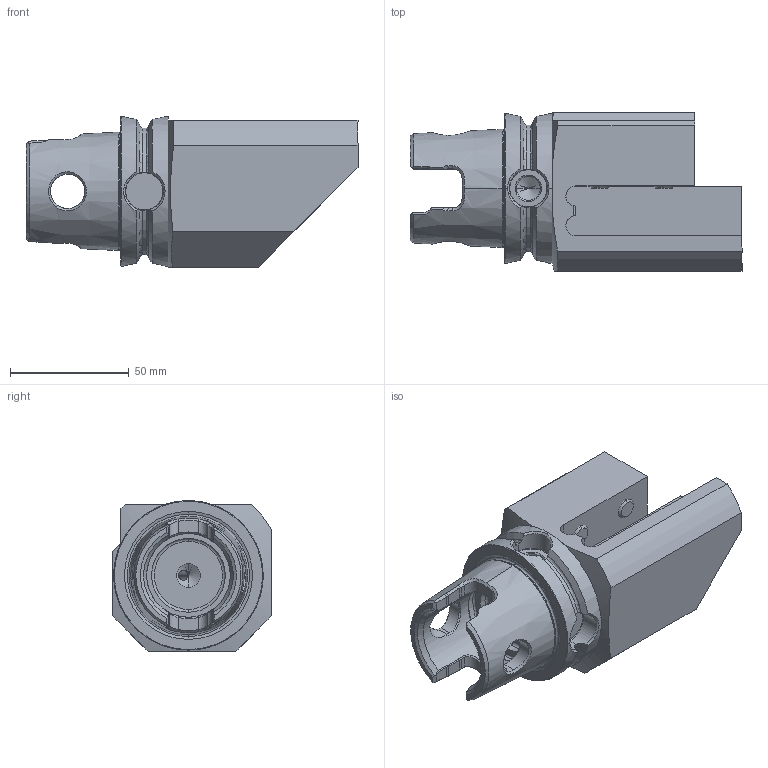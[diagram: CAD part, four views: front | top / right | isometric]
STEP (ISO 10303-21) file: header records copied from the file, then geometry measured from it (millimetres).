
FILE_DESCRIPTION (( 'STEP AP203' ), '1' );
FILE_NAME ('KU6.V20.L11.100.STEP', '2018-02-14T10:58:55', ( 'SWIAdmin' ), ( 'Hewlett-Packard Company' ), 'SwSTEP 2.0', 'SolidWorks 2017', '' );
FILE_SCHEMA (( 'CONFIG_CONTROL_DESIGN' ));
Length unit declared in the file: millimetre
Products named in the file (6): KU6-V20.L11.100_A; ISO 4026 - M10 x 28; KU1-U12.001.010_1; KU1-U12.001.010_2; KU1-U12.001.010; KU6.V20.L11.100
Assembly tree (6 placements, depth 3):
  KU6.V20.L11.100
    KU6-V20.L11.100_A
    ISO 4026 - M10 x 28  x2
    KU1-U12.001.010
      KU1-U12.001.010_1
      KU1-U12.001.010_2
Bounding box: 139.95 x 67 x 63.48 mm (x, y, z)
Volume: 282810.4 mm3; surface area: 46197.1 mm2
Topology: 5 solids, 5 shells, 302 faces, 776 edges, 485 vertices
Faces by surface type: plane 90, cylinder 72, bspline 58, cone 48, torus 30, sphere 4
Entity records: 12747 total; most frequent: CARTESIAN_POINT 5797, ORIENTED_EDGE 1460, DIRECTION 1090, EDGE_CURVE 730, VERTEX_POINT 459, AXIS2_PLACEMENT_3D 443, B_SPLINE_CURVE_WITH_KNOTS 316, EDGE_LOOP 309
